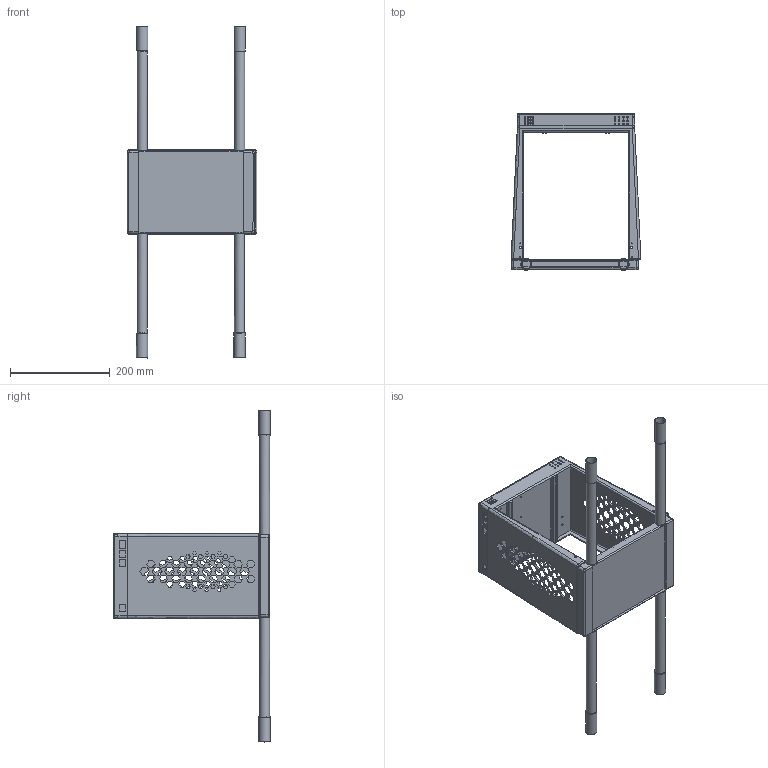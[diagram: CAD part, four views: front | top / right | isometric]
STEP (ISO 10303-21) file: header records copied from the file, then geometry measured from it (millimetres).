
FILE_DESCRIPTION(/* description */ (''),/* implementation_level */ '2;1');
FILE_NAME(/* name */ 'Combined_Body_for_CFD.step',/* time_stamp */ '2024-03-14T22:51:24+05:30',/* author */ (''),/* organization */ (''),/* preprocessor_version */ 'ST-DEVELOPER v20',/* originating_system */ 'Autodesk Translation Framework v12.20.1.177',/* authorisation */ '');
FILE_SCHEMA (('AUTOMOTIVE_DESIGN { 1 0 10303 214 3 1 1 }'));
Length unit declared in the file: millimetre
Products named in the file (1): Combined_Body_for_CFD
Bounding box: 259.94 x 313.25 x 665.02 mm (x, y, z)
Volume: 1178962.8 mm3; surface area: 640929.4 mm2
Topology: 4 solids, 4 shells, 955 faces, 2734 edges, 1780 vertices
Faces by surface type: plane 731, cylinder 160, bspline 56, torus 8
Full cylindrical faces by diameter (mm): 2 x4, 2.7 x4, 3 x52, 3.175 x4, 4.8 x1, 5 x3, 10 x9, 17.5 x4, 20 x8, 22.5 x4
Entity records: 33064 total; most frequent: CARTESIAN_POINT 7505, ORIENTED_EDGE 5428, DIRECTION 4798, EDGE_CURVE 2714, LINE 2258, VECTOR 2258, VERTEX_POINT 1778, EDGE_LOOP 1326
